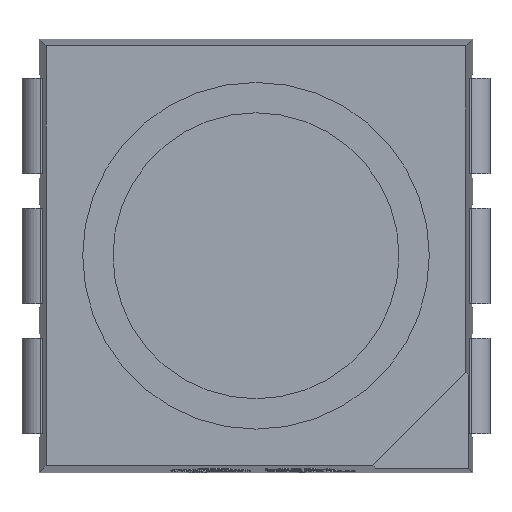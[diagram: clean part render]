
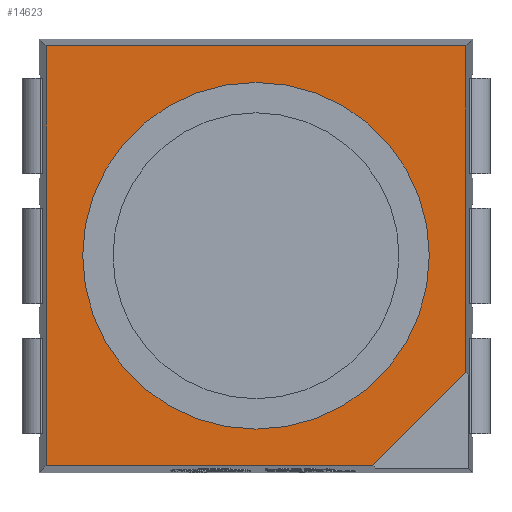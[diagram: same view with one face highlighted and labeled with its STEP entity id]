
A CAD part, top view. The second image highlights one B-rep face of the part: STEP entity #14623.
In plain terms, the highlighted planar face has unit normal (0, 0, 1).
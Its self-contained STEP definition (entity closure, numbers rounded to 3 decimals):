
#288 = EDGE_CURVE ( 'NONE', #11560, #5430, #9954, .T. ) ;
#294 = VECTOR ( 'NONE', #18446, 1000. ) ;
#653 = ORIENTED_EDGE ( 'NONE', *, *, #7565, .T. ) ;
#825 = CARTESIAN_POINT ( 'NONE',  ( 1.349, -2.422, 1.48 ) ) ;
#1011 = CARTESIAN_POINT ( 'NONE',  ( -2.422, -2.422, 1.48 ) ) ;
#1502 = CARTESIAN_POINT ( 'NONE',  ( -2.5, -2.422, 1.48 ) ) ;
#2353 = DIRECTION ( 'NONE',  ( 0., 0., 1. ) ) ;
#2743 = DIRECTION ( 'NONE',  ( 0., 0., 1. ) ) ;
#3062 = EDGE_CURVE ( 'NONE', #5430, #11560, #15496, .T. ) ;
#3341 = CARTESIAN_POINT ( 'NONE',  ( 2.422, 2.5, 1.48 ) ) ;
#3362 = EDGE_CURVE ( 'NONE', #16489, #10843, #7158, .T. ) ;
#3505 = DIRECTION ( 'NONE',  ( 0., 0., 1. ) ) ;
#3637 = CARTESIAN_POINT ( 'NONE',  ( 0., 0., 1.48 ) ) ;
#3982 = CARTESIAN_POINT ( 'NONE',  ( -2.5, 2.422, 1.48 ) ) ;
#4235 = FACE_OUTER_BOUND ( 'NONE', #18060, .T. ) ;
#4457 = ORIENTED_EDGE ( 'NONE', *, *, #3362, .T. ) ;
#5430 = VERTEX_POINT ( 'NONE', #15347 ) ;
#5867 = LINE ( 'NONE', #1502, #19576 ) ;
#5868 = VECTOR ( 'NONE', #14770, 1000. ) ;
#6212 = DIRECTION ( 'NONE',  ( 0., 1., 0. ) ) ;
#6214 = DIRECTION ( 'NONE',  ( -0.707, -0.707, 0. ) ) ;
#6925 = DIRECTION ( 'NONE',  ( 1., 0., 0. ) ) ;
#7158 = LINE ( 'NONE', #3982, #5868 ) ;
#7379 = AXIS2_PLACEMENT_3D ( 'NONE', #3637, #2353, #6925 ) ;
#7565 = EDGE_CURVE ( 'NONE', #9267, #19570, #5867, .T. ) ;
#7592 = FACE_BOUND ( 'NONE', #9702, .T. ) ;
#9113 = CARTESIAN_POINT ( 'NONE',  ( 0., 0., 1.48 ) ) ;
#9267 = VERTEX_POINT ( 'NONE', #1011 ) ;
#9380 = AXIS2_PLACEMENT_3D ( 'NONE', #9113, #2743, #17981 ) ;
#9702 = EDGE_LOOP ( 'NONE', ( #19345, #17198 ) ) ;
#9910 = EDGE_CURVE ( 'NONE', #10843, #9267, #16805, .T. ) ;
#9954 = CIRCLE ( 'NONE', #7379, 2. ) ;
#10167 = VERTEX_POINT ( 'NONE', #18240 ) ;
#10617 = VECTOR ( 'NONE', #6214, 1000. ) ;
#10843 = VERTEX_POINT ( 'NONE', #15531 ) ;
#10876 = DIRECTION ( 'NONE',  ( 1., 0., 0. ) ) ;
#10897 = LINE ( 'NONE', #3341, #13771 ) ;
#11002 = LINE ( 'NONE', #12509, #10617 ) ;
#11560 = VERTEX_POINT ( 'NONE', #16580 ) ;
#11622 = AXIS2_PLACEMENT_3D ( 'NONE', #13984, #3505, #10876 ) ;
#12055 = DIRECTION ( 'NONE',  ( 1., 0., 0. ) ) ;
#12263 = CARTESIAN_POINT ( 'NONE',  ( -2.422, 2.5, 1.48 ) ) ;
#12509 = CARTESIAN_POINT ( 'NONE',  ( 1.349, -2.422, 1.48 ) ) ;
#13047 = ORIENTED_EDGE ( 'NONE', *, *, #9910, .T. ) ;
#13092 = ORIENTED_EDGE ( 'NONE', *, *, #17140, .F. ) ;
#13313 = CARTESIAN_POINT ( 'NONE',  ( 2.422, 2.422, 1.48 ) ) ;
#13771 = VECTOR ( 'NONE', #6212, 1000. ) ;
#13984 = CARTESIAN_POINT ( 'NONE',  ( 0., 0., 1.48 ) ) ;
#14623 = ADVANCED_FACE ( 'NONE', ( #4235, #7592 ), #18280, .T. ) ;
#14770 = DIRECTION ( 'NONE',  ( -1., 0., 0. ) ) ;
#14833 = ORIENTED_EDGE ( 'NONE', *, *, #16530, .T. ) ;
#15347 = CARTESIAN_POINT ( 'NONE',  ( -2., 0., 1.48 ) ) ;
#15496 = CIRCLE ( 'NONE', #11622, 2. ) ;
#15531 = CARTESIAN_POINT ( 'NONE',  ( -2.422, 2.422, 1.48 ) ) ;
#16489 = VERTEX_POINT ( 'NONE', #13313 ) ;
#16530 = EDGE_CURVE ( 'NONE', #10167, #16489, #10897, .T. ) ;
#16580 = CARTESIAN_POINT ( 'NONE',  ( 2., 0., 1.48 ) ) ;
#16805 = LINE ( 'NONE', #12263, #294 ) ;
#17140 = EDGE_CURVE ( 'NONE', #10167, #19570, #11002, .T. ) ;
#17198 = ORIENTED_EDGE ( 'NONE', *, *, #3062, .F. ) ;
#17981 = DIRECTION ( 'NONE',  ( 1., 0., 0. ) ) ;
#18060 = EDGE_LOOP ( 'NONE', ( #13092, #14833, #4457, #13047, #653 ) ) ;
#18240 = CARTESIAN_POINT ( 'NONE',  ( 2.422, -1.349, 1.48 ) ) ;
#18280 = PLANE ( 'NONE',  #9380 ) ;
#18446 = DIRECTION ( 'NONE',  ( 0., -1., 0. ) ) ;
#19345 = ORIENTED_EDGE ( 'NONE', *, *, #288, .F. ) ;
#19570 = VERTEX_POINT ( 'NONE', #825 ) ;
#19576 = VECTOR ( 'NONE', #12055, 1000. ) ;
